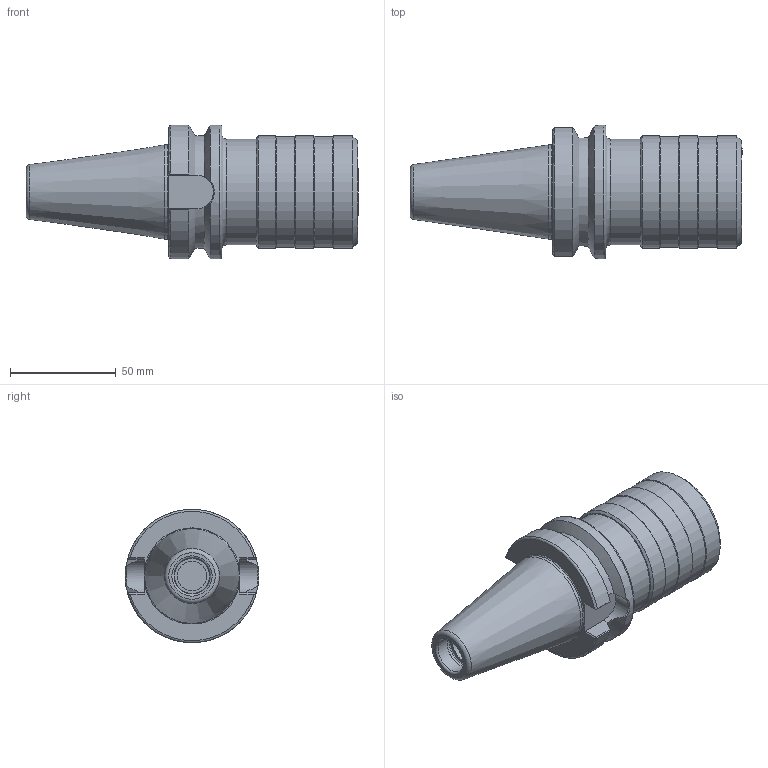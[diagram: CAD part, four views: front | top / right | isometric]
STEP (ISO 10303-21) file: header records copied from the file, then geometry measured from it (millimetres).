
FILE_DESCRIPTION(/* description */ (''),/* implementation_level */ '2;1');
FILE_NAME(/* name */ 'BT40-TC2-094.stp',/* time_stamp */ '2019-08-02T15:02:35-05:00',/* author */ ('ldfli'),/* organization */ (''),/* preprocessor_version */ 'ST-DEVELOPER v18',/* originating_system */ 'Autodesk Inventor LT',/* authorisation */ '');
FILE_SCHEMA (('AUTOMOTIVE_DESIGN { 1 0 10303 214 3 1 1 }'));
Length unit declared in the file: millimetre
Products named in the file (1): BT40-TC2-094
Bounding box: 156.65 x 63 x 63 mm (x, y, z)
Volume: 210029.3 mm3; surface area: 44850 mm2
Topology: 1 solids, 2 shells, 109 faces, 320 edges, 222 vertices
Faces by surface type: plane 39, cylinder 29, cone 20, torus 11, bspline 10
Full cylindrical faces by diameter (mm): 13.835 x1, 17 x1, 17.5 x1, 18 x1, 31 x1, 31.4 x1, 37.6 x1, 38 x1, 41 x2, 41.6 x1, 42 x1, 46 x1, 50 x2, 52.4 x2, 53 x3, 63 x1
Entity records: 4236 total; most frequent: CARTESIAN_POINT 1262, ORIENTED_EDGE 638, DIRECTION 625, EDGE_CURVE 319, AXIS2_PLACEMENT_3D 261, VERTEX_POINT 222, CIRCLE 161, EDGE_LOOP 121
